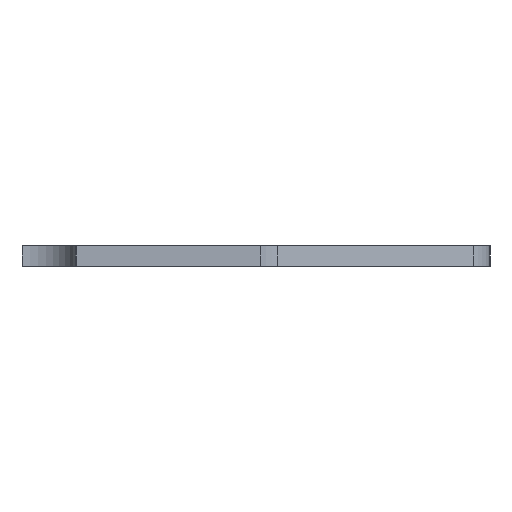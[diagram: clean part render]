
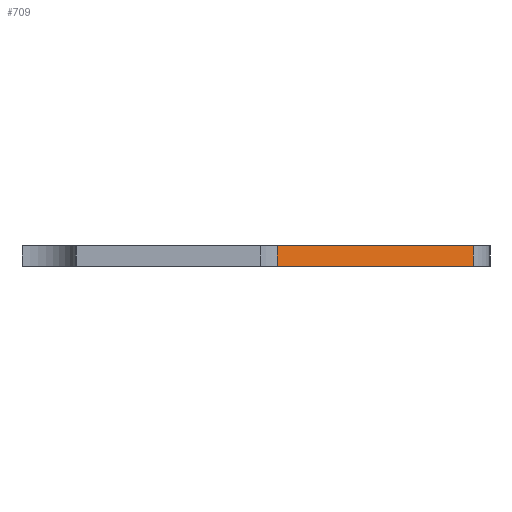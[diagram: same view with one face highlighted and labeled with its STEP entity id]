
A CAD part, left-side view. The second image highlights one B-rep face of the part: STEP entity #709.
In plain terms, the highlighted planar face has unit normal (-0.866, -0.5, 0).
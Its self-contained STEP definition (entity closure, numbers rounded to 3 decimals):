
#2 = DIRECTION ( 'NONE',  ( -0.5, 0.866, 0. ) ) ;
#14 = CARTESIAN_POINT ( 'NONE',  ( 232.347, 134.146, 0. ) ) ;
#16 = PLANE ( 'NONE',  #61 ) ;
#52 = VECTOR ( 'NONE', #593, 1000. ) ;
#61 = AXIS2_PLACEMENT_3D ( 'NONE', #360, #64, #303 ) ;
#64 = DIRECTION ( 'NONE',  ( -0.866, -0.5, 0. ) ) ;
#83 = EDGE_CURVE ( 'NONE', #305, #208, #144, .T. ) ;
#103 = VERTEX_POINT ( 'NONE', #539 ) ;
#116 = ORIENTED_EDGE ( 'NONE', *, *, #202, .T. ) ;
#144 = LINE ( 'NONE', #261, #52 ) ;
#151 = VERTEX_POINT ( 'NONE', #155 ) ;
#155 = CARTESIAN_POINT ( 'NONE',  ( 201.052, 188.35, 0. ) ) ;
#189 = LINE ( 'NONE', #14, #291 ) ;
#202 = EDGE_CURVE ( 'NONE', #103, #151, #660, .T. ) ;
#208 = VERTEX_POINT ( 'NONE', #437 ) ;
#238 = EDGE_LOOP ( 'NONE', ( #465, #368, #667, #116 ) ) ;
#261 = CARTESIAN_POINT ( 'NONE',  ( 217.991, 159.011, 3. ) ) ;
#263 = VECTOR ( 'NONE', #658, 1000. ) ;
#270 = CARTESIAN_POINT ( 'NONE',  ( 201.052, 188.35, 3. ) ) ;
#291 = VECTOR ( 'NONE', #2, 1000. ) ;
#303 = DIRECTION ( 'NONE',  ( 0.5, -0.866, 0. ) ) ;
#305 = VERTEX_POINT ( 'NONE', #521 ) ;
#327 = DIRECTION ( 'NONE',  ( 0., 0., -1. ) ) ;
#360 = CARTESIAN_POINT ( 'NONE',  ( 232.347, 134.146, 3. ) ) ;
#364 = VECTOR ( 'NONE', #327, 1000. ) ;
#368 = ORIENTED_EDGE ( 'NONE', *, *, #83, .F. ) ;
#376 = EDGE_CURVE ( 'NONE', #208, #151, #189, .T. ) ;
#379 = LINE ( 'NONE', #449, #263 ) ;
#437 = CARTESIAN_POINT ( 'NONE',  ( 217.991, 159.011, 0. ) ) ;
#449 = CARTESIAN_POINT ( 'NONE',  ( 232.347, 134.146, 3. ) ) ;
#465 = ORIENTED_EDGE ( 'NONE', *, *, #376, .F. ) ;
#521 = CARTESIAN_POINT ( 'NONE',  ( 217.991, 159.011, 3. ) ) ;
#539 = CARTESIAN_POINT ( 'NONE',  ( 201.052, 188.35, 3. ) ) ;
#586 = EDGE_CURVE ( 'NONE', #305, #103, #379, .T. ) ;
#593 = DIRECTION ( 'NONE',  ( 0., 0., -1. ) ) ;
#626 = FACE_OUTER_BOUND ( 'NONE', #238, .T. ) ;
#658 = DIRECTION ( 'NONE',  ( -0.5, 0.866, 0. ) ) ;
#660 = LINE ( 'NONE', #270, #364 ) ;
#667 = ORIENTED_EDGE ( 'NONE', *, *, #586, .T. ) ;
#709 = ADVANCED_FACE ( 'NONE', ( #626 ), #16, .T. ) ;
